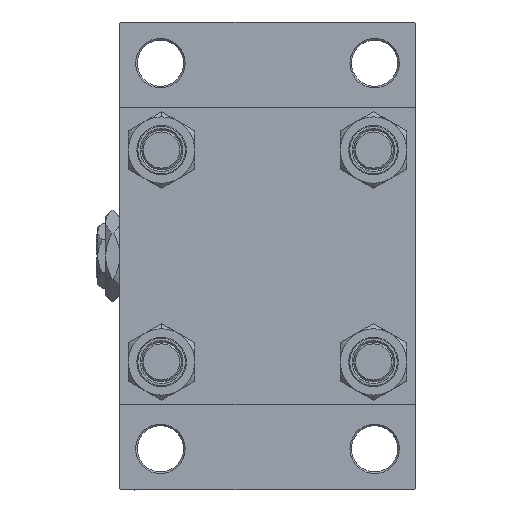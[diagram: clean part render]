
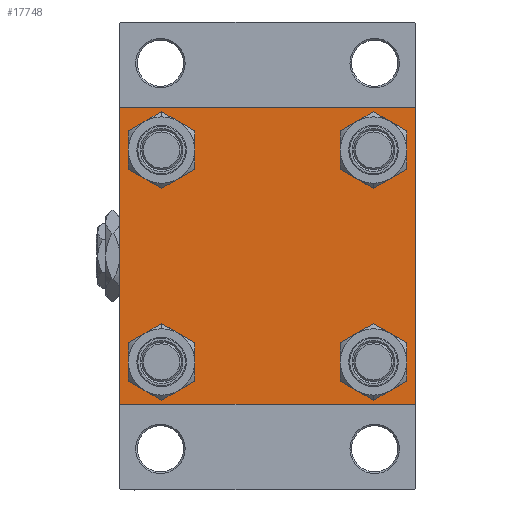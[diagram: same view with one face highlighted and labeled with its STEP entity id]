
A CAD part, left-side view. The second image highlights one B-rep face of the part: STEP entity #17748.
In plain terms, the highlighted planar face has unit normal (-1, 0, 0).
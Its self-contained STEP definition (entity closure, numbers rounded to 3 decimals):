
#247 = ORIENTED_EDGE ( 'NONE', *, *, #34032, .T. ) ;
#260 = DIRECTION ( 'NONE',  ( 1., 0., 0. ) ) ;
#933 = CARTESIAN_POINT ( 'NONE',  ( 0., -44.75, 44.75 ) ) ;
#1610 = DIRECTION ( 'NONE',  ( 1., 0., 0. ) ) ;
#2158 = LINE ( 'NONE', #31511, #10845 ) ;
#2320 = EDGE_LOOP ( 'NONE', ( #48219, #15277 ) ) ;
#2923 = CIRCLE ( 'NONE', #12378, 6.5 ) ;
#3019 = VECTOR ( 'NONE', #41552, 1000. ) ;
#3661 = EDGE_CURVE ( 'NONE', #40617, #32748, #2923, .T. ) ;
#4055 = CARTESIAN_POINT ( 'NONE',  ( 0., 44.5, 45. ) ) ;
#4482 = AXIS2_PLACEMENT_3D ( 'NONE', #24043, #4766, #27056 ) ;
#4660 = VERTEX_POINT ( 'NONE', #9578 ) ;
#4689 = EDGE_CURVE ( 'NONE', #16910, #48221, #2158, .T. ) ;
#4766 = DIRECTION ( 'NONE',  ( -1., 0., 0. ) ) ;
#5229 = DIRECTION ( 'NONE',  ( 1., 0., 0. ) ) ;
#5332 = DIRECTION ( 'NONE',  ( 1., 0., 0. ) ) ;
#5738 = CARTESIAN_POINT ( 'NONE',  ( 0., -44.5, 45. ) ) ;
#5851 = DIRECTION ( 'NONE',  ( 0., 0., 1. ) ) ;
#7482 = VERTEX_POINT ( 'NONE', #37906 ) ;
#7560 = DIRECTION ( 'NONE',  ( 0., 0., -1. ) ) ;
#7812 = LINE ( 'NONE', #30558, #41503 ) ;
#8488 = FACE_BOUND ( 'NONE', #39603, .T. ) ;
#8973 = FACE_BOUND ( 'NONE', #12323, .T. ) ;
#9578 = CARTESIAN_POINT ( 'NONE',  ( 0., -32.15, -25.65 ) ) ;
#10775 = VERTEX_POINT ( 'NONE', #15207 ) ;
#10845 = VECTOR ( 'NONE', #15937, 1000. ) ;
#11055 = VECTOR ( 'NONE', #20116, 1000. ) ;
#11147 = EDGE_CURVE ( 'NONE', #25703, #23281, #19465, .T. ) ;
#11477 = EDGE_CURVE ( 'NONE', #25703, #16169, #31749, .T. ) ;
#11675 = EDGE_CURVE ( 'NONE', #48221, #18351, #45361, .T. ) ;
#11815 = ORIENTED_EDGE ( 'NONE', *, *, #11477, .F. ) ;
#12282 = ORIENTED_EDGE ( 'NONE', *, *, #11147, .T. ) ;
#12314 = DIRECTION ( 'NONE',  ( 0., 0.707, 0.707 ) ) ;
#12323 = EDGE_LOOP ( 'NONE', ( #35039, #28661 ) ) ;
#12378 = AXIS2_PLACEMENT_3D ( 'NONE', #16752, #43981, #5851 ) ;
#12994 = CARTESIAN_POINT ( 'NONE',  ( 0., -32.15, 32.15 ) ) ;
#13199 = CIRCLE ( 'NONE', #37737, 6.5 ) ;
#13317 = EDGE_CURVE ( 'NONE', #7482, #48233, #13199, .T. ) ;
#13604 = CARTESIAN_POINT ( 'NONE',  ( 0., 45., -44.5 ) ) ;
#14110 = CARTESIAN_POINT ( 'NONE',  ( 0., 32.15, -32.15 ) ) ;
#14288 = CIRCLE ( 'NONE', #32463, 6.5 ) ;
#14495 = EDGE_CURVE ( 'NONE', #41384, #4660, #17790, .T. ) ;
#14759 = CARTESIAN_POINT ( 'NONE',  ( 0., 32.15, 32.15 ) ) ;
#15207 = CARTESIAN_POINT ( 'NONE',  ( 0., -32.15, 25.65 ) ) ;
#15277 = ORIENTED_EDGE ( 'NONE', *, *, #14495, .T. ) ;
#15363 = CARTESIAN_POINT ( 'NONE',  ( 0., -32.15, -32.15 ) ) ;
#15857 = LINE ( 'NONE', #26510, #31570 ) ;
#15876 = DIRECTION ( 'NONE',  ( 0., -0.707, 0.707 ) ) ;
#15910 = FACE_OUTER_BOUND ( 'NONE', #32814, .T. ) ;
#15937 = DIRECTION ( 'NONE',  ( 0., -1., 0. ) ) ;
#16169 = VERTEX_POINT ( 'NONE', #5738 ) ;
#16373 = ORIENTED_EDGE ( 'NONE', *, *, #4689, .T. ) ;
#16752 = CARTESIAN_POINT ( 'NONE',  ( 0., 32.15, 32.15 ) ) ;
#16910 = VERTEX_POINT ( 'NONE', #46847 ) ;
#16964 = ORIENTED_EDGE ( 'NONE', *, *, #27584, .T. ) ;
#17748 = ADVANCED_FACE ( 'NONE', ( #8973, #34467, #19625, #8488, #15910 ), #23091, .T. ) ;
#17790 = CIRCLE ( 'NONE', #43075, 6.5 ) ;
#18157 = CARTESIAN_POINT ( 'NONE',  ( 0., -44.5, -45. ) ) ;
#18226 = VERTEX_POINT ( 'NONE', #31873 ) ;
#18351 = VERTEX_POINT ( 'NONE', #44280 ) ;
#18810 = ORIENTED_EDGE ( 'NONE', *, *, #13317, .T. ) ;
#19465 = LINE ( 'NONE', #26659, #44276 ) ;
#19625 = FACE_BOUND ( 'NONE', #35582, .T. ) ;
#20116 = DIRECTION ( 'NONE',  ( 0., -1., 0. ) ) ;
#21038 = CARTESIAN_POINT ( 'NONE',  ( 0., 32.15, 25.65 ) ) ;
#21403 = AXIS2_PLACEMENT_3D ( 'NONE', #15363, #46282, #26500 ) ;
#22314 = DIRECTION ( 'NONE',  ( 0., 0., -1. ) ) ;
#22730 = LINE ( 'NONE', #29435, #3019 ) ;
#23091 = PLANE ( 'NONE',  #4482 ) ;
#23281 = VERTEX_POINT ( 'NONE', #48658 ) ;
#24043 = CARTESIAN_POINT ( 'NONE',  ( 0., 0., 0. ) ) ;
#24052 = EDGE_CURVE ( 'NONE', #27261, #16910, #22730, .T. ) ;
#25565 = CARTESIAN_POINT ( 'NONE',  ( 0., 32.15, -25.65 ) ) ;
#25703 = VERTEX_POINT ( 'NONE', #4055 ) ;
#26047 = VECTOR ( 'NONE', #12314, 1000. ) ;
#26500 = DIRECTION ( 'NONE',  ( 0., 0., 1. ) ) ;
#26510 = CARTESIAN_POINT ( 'NONE',  ( 0., 45., 45. ) ) ;
#26631 = CARTESIAN_POINT ( 'NONE',  ( 0., -45., 44.5 ) ) ;
#26659 = CARTESIAN_POINT ( 'NONE',  ( 0., 44.75, 44.75 ) ) ;
#26851 = ORIENTED_EDGE ( 'NONE', *, *, #3661, .T. ) ;
#26924 = AXIS2_PLACEMENT_3D ( 'NONE', #37637, #260, #34390 ) ;
#27056 = DIRECTION ( 'NONE',  ( 0., 0., 1. ) ) ;
#27261 = VERTEX_POINT ( 'NONE', #13604 ) ;
#27584 = EDGE_CURVE ( 'NONE', #27730, #16169, #34825, .T. ) ;
#27730 = VERTEX_POINT ( 'NONE', #26631 ) ;
#28001 = EDGE_CURVE ( 'NONE', #23281, #27261, #15857, .T. ) ;
#28535 = CARTESIAN_POINT ( 'NONE',  ( 0., 45., 45. ) ) ;
#28661 = ORIENTED_EDGE ( 'NONE', *, *, #31124, .T. ) ;
#28784 = ORIENTED_EDGE ( 'NONE', *, *, #28001, .T. ) ;
#29199 = DIRECTION ( 'NONE',  ( 1., 0., 0. ) ) ;
#29435 = CARTESIAN_POINT ( 'NONE',  ( 0., 44.75, -44.75 ) ) ;
#30558 = CARTESIAN_POINT ( 'NONE',  ( 0., -45., 45. ) ) ;
#30846 = EDGE_CURVE ( 'NONE', #48233, #7482, #14288, .T. ) ;
#31124 = EDGE_CURVE ( 'NONE', #10775, #18226, #46717, .T. ) ;
#31511 = CARTESIAN_POINT ( 'NONE',  ( 0., 45., -45. ) ) ;
#31570 = VECTOR ( 'NONE', #22314, 1000. ) ;
#31749 = LINE ( 'NONE', #28535, #11055 ) ;
#31873 = CARTESIAN_POINT ( 'NONE',  ( 0., -32.15, 38.65 ) ) ;
#32463 = AXIS2_PLACEMENT_3D ( 'NONE', #39138, #5229, #34931 ) ;
#32748 = VERTEX_POINT ( 'NONE', #41534 ) ;
#32777 = CARTESIAN_POINT ( 'NONE',  ( 0., -32.15, -32.15 ) ) ;
#32814 = EDGE_LOOP ( 'NONE', ( #28784, #44940, #16373, #41714, #35119, #16964, #11815, #12282 ) ) ;
#33463 = CIRCLE ( 'NONE', #36635, 6.5 ) ;
#34032 = EDGE_CURVE ( 'NONE', #32748, #40617, #39663, .T. ) ;
#34390 = DIRECTION ( 'NONE',  ( 0., 0., 1. ) ) ;
#34467 = FACE_BOUND ( 'NONE', #2320, .T. ) ;
#34697 = EDGE_CURVE ( 'NONE', #4660, #41384, #40399, .T. ) ;
#34825 = LINE ( 'NONE', #933, #26047 ) ;
#34931 = DIRECTION ( 'NONE',  ( 0., 0., 1. ) ) ;
#35030 = DIRECTION ( 'NONE',  ( 0., 0.707, -0.707 ) ) ;
#35039 = ORIENTED_EDGE ( 'NONE', *, *, #39989, .T. ) ;
#35119 = ORIENTED_EDGE ( 'NONE', *, *, #43387, .F. ) ;
#35582 = EDGE_LOOP ( 'NONE', ( #38902, #18810 ) ) ;
#36635 = AXIS2_PLACEMENT_3D ( 'NONE', #12994, #5332, #43695 ) ;
#37637 = CARTESIAN_POINT ( 'NONE',  ( 0., -32.15, 32.15 ) ) ;
#37737 = AXIS2_PLACEMENT_3D ( 'NONE', #14110, #29199, #40091 ) ;
#37906 = CARTESIAN_POINT ( 'NONE',  ( 0., 32.15, -38.65 ) ) ;
#38902 = ORIENTED_EDGE ( 'NONE', *, *, #30846, .T. ) ;
#39138 = CARTESIAN_POINT ( 'NONE',  ( 0., 32.15, -32.15 ) ) ;
#39603 = EDGE_LOOP ( 'NONE', ( #247, #26851 ) ) ;
#39663 = CIRCLE ( 'NONE', #48379, 6.5 ) ;
#39989 = EDGE_CURVE ( 'NONE', #18226, #10775, #33463, .T. ) ;
#40091 = DIRECTION ( 'NONE',  ( 0., 0., 1. ) ) ;
#40399 = CIRCLE ( 'NONE', #21403, 6.5 ) ;
#40617 = VERTEX_POINT ( 'NONE', #21038 ) ;
#41288 = CARTESIAN_POINT ( 'NONE',  ( 0., -32.15, -38.65 ) ) ;
#41384 = VERTEX_POINT ( 'NONE', #41288 ) ;
#41503 = VECTOR ( 'NONE', #7560, 1000. ) ;
#41534 = CARTESIAN_POINT ( 'NONE',  ( 0., 32.15, 38.65 ) ) ;
#41552 = DIRECTION ( 'NONE',  ( 0., -0.707, -0.707 ) ) ;
#41714 = ORIENTED_EDGE ( 'NONE', *, *, #11675, .T. ) ;
#41731 = DIRECTION ( 'NONE',  ( 0., 0., 1. ) ) ;
#42124 = CARTESIAN_POINT ( 'NONE',  ( 0., -44.75, -44.75 ) ) ;
#43075 = AXIS2_PLACEMENT_3D ( 'NONE', #32777, #1610, #43188 ) ;
#43188 = DIRECTION ( 'NONE',  ( 0., 0., 1. ) ) ;
#43387 = EDGE_CURVE ( 'NONE', #27730, #18351, #7812, .T. ) ;
#43695 = DIRECTION ( 'NONE',  ( 0., 0., 1. ) ) ;
#43981 = DIRECTION ( 'NONE',  ( 1., 0., 0. ) ) ;
#44276 = VECTOR ( 'NONE', #35030, 1000. ) ;
#44280 = CARTESIAN_POINT ( 'NONE',  ( 0., -45., -44.5 ) ) ;
#44940 = ORIENTED_EDGE ( 'NONE', *, *, #24052, .T. ) ;
#45046 = VECTOR ( 'NONE', #15876, 1000. ) ;
#45361 = LINE ( 'NONE', #42124, #45046 ) ;
#46282 = DIRECTION ( 'NONE',  ( 1., 0., 0. ) ) ;
#46717 = CIRCLE ( 'NONE', #26924, 6.5 ) ;
#46847 = CARTESIAN_POINT ( 'NONE',  ( 0., 44.5, -45. ) ) ;
#48219 = ORIENTED_EDGE ( 'NONE', *, *, #34697, .T. ) ;
#48221 = VERTEX_POINT ( 'NONE', #18157 ) ;
#48233 = VERTEX_POINT ( 'NONE', #25565 ) ;
#48379 = AXIS2_PLACEMENT_3D ( 'NONE', #14759, #48910, #41731 ) ;
#48658 = CARTESIAN_POINT ( 'NONE',  ( 0., 45., 44.5 ) ) ;
#48910 = DIRECTION ( 'NONE',  ( 1., 0., 0. ) ) ;
